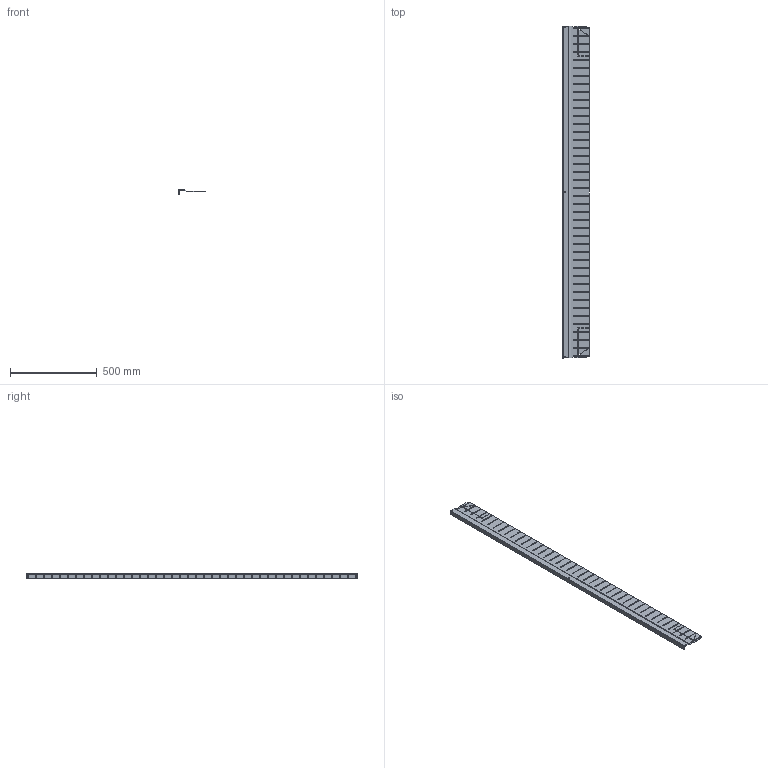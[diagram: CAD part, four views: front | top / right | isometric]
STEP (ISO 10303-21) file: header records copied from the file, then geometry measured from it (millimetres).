
FILE_DESCRIPTION (( 'STEP AP214' ), '1' );
FILE_NAME ('c_il046042-g_3d.STEP', '2019-08-23T05:42:26', ( '' ), ( '' ), 'SwSTEP 2.0', 'SolidWorks 2019', '' );
FILE_SCHEMA (( 'AUTOMOTIVE_DESIGN' ));
Length unit declared in the file: millimetre
Products named in the file (1): c_il046042-g_3d
Bounding box: 150 x 1910 x 25 mm (x, y, z)
Volume: 480825.2 mm3; surface area: 668002.8 mm2
Topology: 1 solids, 1 shells, 1118 faces, 3348 edges, 2232 vertices
Faces by surface type: cylinder 1020, plane 98
Entity records: 41018 total; most frequent: DIRECTION 7626, CARTESIAN_POINT 6699, ORIENTED_EDGE 6696, EDGE_CURVE 3348, AXIS2_PLACEMENT_3D 3159, VERTEX_POINT 2232, EDGE_LOOP 2164, CIRCLE 2040
